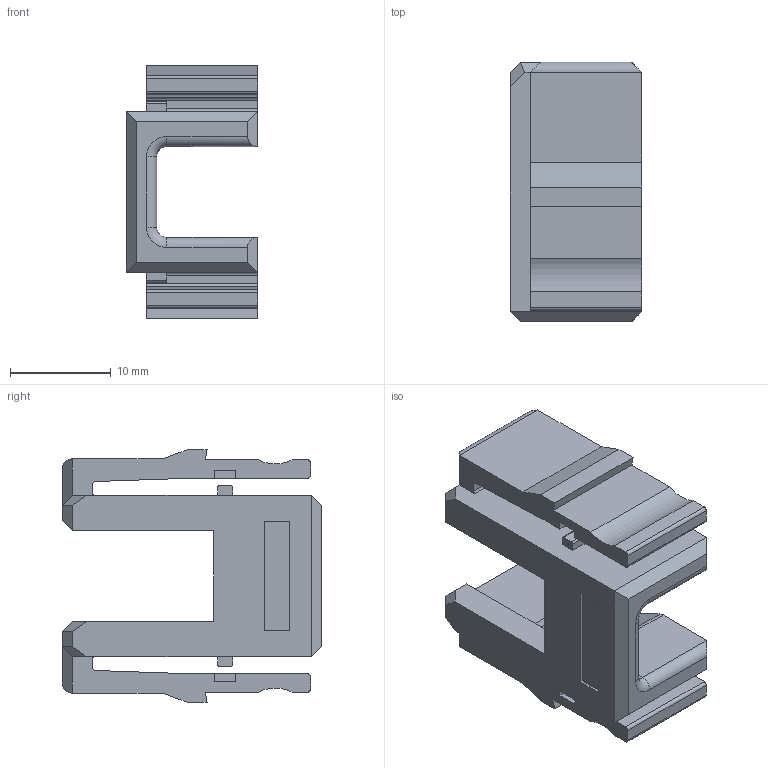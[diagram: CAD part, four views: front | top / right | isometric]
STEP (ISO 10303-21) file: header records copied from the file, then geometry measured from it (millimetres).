
FILE_DESCRIPTION(/* description */ (''),/* implementation_level */ '2;1');
FILE_NAME(/* name */ 'hm-rj45-apt.stp',/* time_stamp */ '2022-04-18T10:49:45+08:00',/* author */ (''),/* organization */ (''),/* preprocessor_version */ 'ST-DEVELOPER v18.1',/* originating_system */ 'SIEMENS PLM Software NX 1980',/* authorisation */ '');
FILE_SCHEMA (('AP203_CONFIGURATION_CONTROLLED_3D_DESIGN_OF_MECHANICAL_PARTS_AND_ASSEMBLIES_MIM_LF { 1 0 10303 403 2 1 2}'));
Length unit declared in the file: millimetre
Products named in the file (1): jphu494CA1FDifo9
Bounding box: 13 x 25.7 x 25 mm (x, y, z)
Volume: 3063.3 mm3; surface area: 3302 mm2
Topology: 1 solids, 1 shells, 122 faces, 321 edges, 204 vertices
Faces by surface type: plane 87, cylinder 29, torus 4, sphere 2
Entity records: 4664 total; most frequent: CARTESIAN_POINT 690, ORIENTED_EDGE 642, DIRECTION 613, EDGE_CURVE 321, LINE 255, VECTOR 255, VERTEX_POINT 204, AXIS2_PLACEMENT_3D 179
